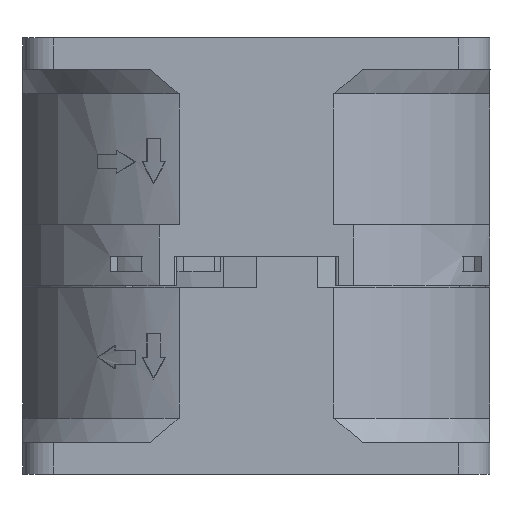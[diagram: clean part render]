
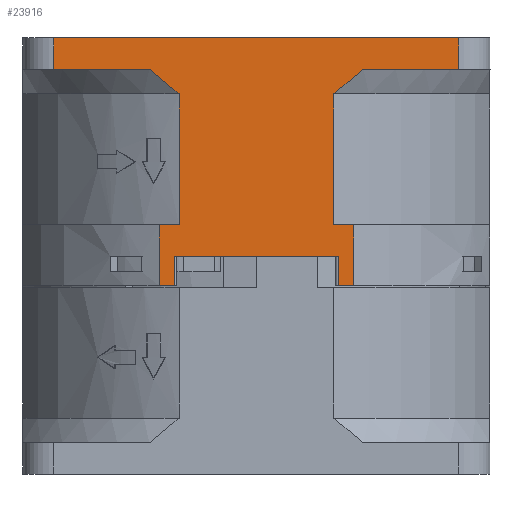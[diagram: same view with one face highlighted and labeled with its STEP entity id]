
A CAD part, front view. The second image highlights one B-rep face of the part: STEP entity #23916.
In plain terms, the highlighted planar face has unit normal (0, -1, 0).
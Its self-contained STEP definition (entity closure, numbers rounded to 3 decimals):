
#5043=DIRECTION('',(1.,0.,0.));
#5044=VECTOR('',#5043,2.004);
#5045=CARTESIAN_POINT('',(-12.5,-30.,-31.8));
#5046=LINE('',#5045,#5044);
#5124=DIRECTION('',(0.,0.,-1.));
#5125=VECTOR('',#5124,7.8);
#5126=CARTESIAN_POINT('',(-12.5,-30.,-24.));
#5127=LINE('',#5126,#5125);
#5150=DIRECTION('',(-1.,0.,0.));
#5151=VECTOR('',#5150,2.572);
#5152=CARTESIAN_POINT('',(-9.928,-30.,-24.));
#5153=LINE('',#5152,#5151);
#5154=DIRECTION('',(0.,0.,-1.));
#5155=VECTOR('',#5154,16.818);
#5156=CARTESIAN_POINT('',(-9.928,-30.,-7.182));
#5157=LINE('',#5156,#5155);
#5187=DIRECTION('',(-1.,0.,0.));
#5188=VECTOR('',#5187,20.991);
#5189=CARTESIAN_POINT('',(10.496,-30.,-28.));
#5190=LINE('',#5189,#5188);
#5191=DIRECTION('',(-1.,0.,0.));
#5192=VECTOR('',#5191,12.252);
#5193=CARTESIAN_POINT('',(-13.748,-30.,
-4.));
#5194=LINE('',#5193,#5192);
#5195=DIRECTION('',(1.,0.,0.));
#5196=VECTOR('',#5195,52.);
#5197=CARTESIAN_POINT('',(-26.,-30.,0.));
#5198=LINE('',#5197,#5196);
#5199=DIRECTION('',(-1.,0.,0.));
#5200=VECTOR('',#5199,12.252);
#5201=CARTESIAN_POINT('',(26.,-30.,
-4.));
#5202=LINE('',#5201,#5200);
#5207=DIRECTION('',(0.,0.,-1.));
#5208=VECTOR('',#5207,3.8);
#5209=CARTESIAN_POINT('',(10.496,-30.,-28.));
#5210=LINE('',#5209,#5208);
#5229=DIRECTION('',(1.,0.,0.));
#5230=VECTOR('',#5229,2.004);
#5231=CARTESIAN_POINT('',(10.496,-30.,-31.8));
#5232=LINE('',#5231,#5230);
#5315=DIRECTION('',(0.,0.,1.));
#5316=VECTOR('',#5315,7.8);
#5317=CARTESIAN_POINT('',(12.5,-30.,-31.8));
#5318=LINE('',#5317,#5316);
#5336=DIRECTION('',(-1.,0.,0.));
#5337=VECTOR('',#5336,2.572);
#5338=CARTESIAN_POINT('',(12.5,-30.,-24.));
#5339=LINE('',#5338,#5337);
#5353=DIRECTION('',(0.,0.,1.));
#5354=VECTOR('',#5353,16.818);
#5355=CARTESIAN_POINT('',(9.928,-30.,-24.));
#5356=LINE('',#5355,#5354);
#5837=CARTESIAN_POINT('',(9.928,-30.,-7.182));
#5838=CARTESIAN_POINT('',(10.337,-30.,-6.89));
#5839=CARTESIAN_POINT('',(11.166,-30.,
-6.266));
#5840=CARTESIAN_POINT('',(12.438,-30.,
-5.208));
#5841=CARTESIAN_POINT('',(13.308,-30.,
-4.417));
#5842=CARTESIAN_POINT('',(13.748,-30.,
-4.));
#5864=DIRECTION('',(0.,0.,1.));
#5865=VECTOR('',#5864,4.);
#5866=CARTESIAN_POINT('',(26.,-30.,
-4.));
#5867=LINE('',#5866,#5865);
#5923=DIRECTION('',(0.,0.,1.));
#5924=VECTOR('',#5923,3.8);
#5925=CARTESIAN_POINT('',(-10.496,-30.,-31.8));
#5926=LINE('',#5925,#5924);
#5939=CARTESIAN_POINT('',(-13.748,-30.,
-4.));
#5940=CARTESIAN_POINT('',(-13.304,-30.,
-4.42));
#5941=CARTESIAN_POINT('',(-12.429,-30.,
-5.215));
#5942=CARTESIAN_POINT('',(-11.157,-30.,
-6.273));
#5943=CARTESIAN_POINT('',(-10.333,-30.,-6.893));
#5944=CARTESIAN_POINT('',(-9.928,-30.,-7.182));
#5970=DIRECTION('',(0.,0.,-1.));
#5971=VECTOR('',#5970,4.);
#5972=CARTESIAN_POINT('',(-26.,-30.,0.));
#5973=LINE('',#5972,#5971);
#14232=CARTESIAN_POINT('',(-10.496,-30.,-28.));
#14233=VERTEX_POINT('',#14232);
#14234=CARTESIAN_POINT('',(10.496,-30.,-28.));
#14235=VERTEX_POINT('',#14234);
#14410=CARTESIAN_POINT('',(10.496,-30.,-31.8));
#14411=VERTEX_POINT('',#14410);
#14412=CARTESIAN_POINT('',(12.5,-30.,-31.8));
#14413=VERTEX_POINT('',#14412);
#14436=CARTESIAN_POINT('',(12.5,-30.,-24.));
#14437=VERTEX_POINT('',#14436);
#14440=CARTESIAN_POINT('',(-10.496,-30.,-31.8));
#14441=VERTEX_POINT('',#14440);
#14442=CARTESIAN_POINT('',(-12.5,-30.,-31.8));
#14443=VERTEX_POINT('',#14442);
#14444=CARTESIAN_POINT('',(-12.5,-30.,-24.));
#14445=VERTEX_POINT('',#14444);
#14446=CARTESIAN_POINT('',(-9.928,-30.,-24.));
#14447=VERTEX_POINT('',#14446);
#14448=CARTESIAN_POINT('',(-9.928,-30.,-7.182));
#14449=VERTEX_POINT('',#14448);
#14450=VERTEX_POINT('',#5939);
#14451=CARTESIAN_POINT('',(-26.,-30.,
-4.));
#14452=VERTEX_POINT('',#14451);
#14453=CARTESIAN_POINT('',(-26.,-30.,0.));
#14454=VERTEX_POINT('',#14453);
#14455=CARTESIAN_POINT('',(26.,-30.,0.));
#14456=VERTEX_POINT('',#14455);
#14457=CARTESIAN_POINT('',(26.,-30.,
-4.));
#14458=VERTEX_POINT('',#14457);
#14459=CARTESIAN_POINT('',(13.748,-30.,
-4.));
#14460=VERTEX_POINT('',#14459);
#14461=VERTEX_POINT('',#5837);
#14462=CARTESIAN_POINT('',(9.928,-30.,-24.));
#14463=VERTEX_POINT('',#14462);
#23879=CARTESIAN_POINT('',(30.,-30.,0.));
#23880=DIRECTION('',(0.,1.,0.));
#23881=DIRECTION('',(-1.,0.,0.));
#23882=AXIS2_PLACEMENT_3D('',#23879,#23880,#23881);
#23883=PLANE('',#23882);
#23885=ORIENTED_EDGE('',*,*,#23884,.F.);
#23886=ORIENTED_EDGE('',*,*,#17034,.T.);
#23888=ORIENTED_EDGE('',*,*,#23887,.F.);
#23889=ORIENTED_EDGE('',*,*,#23663,.F.);
#23890=ORIENTED_EDGE('',*,*,#23805,.F.);
#23891=ORIENTED_EDGE('',*,*,#23828,.F.);
#23892=ORIENTED_EDGE('',*,*,#23838,.F.);
#23894=ORIENTED_EDGE('',*,*,#23893,.F.);
#23896=ORIENTED_EDGE('',*,*,#23895,.T.);
#23898=ORIENTED_EDGE('',*,*,#23897,.F.);
#23899=ORIENTED_EDGE('',*,*,#23385,.T.);
#23901=ORIENTED_EDGE('',*,*,#23900,.F.);
#23903=ORIENTED_EDGE('',*,*,#23902,.T.);
#23905=ORIENTED_EDGE('',*,*,#23904,.F.);
#23907=ORIENTED_EDGE('',*,*,#23906,.F.);
#23909=ORIENTED_EDGE('',*,*,#23908,.F.);
#23911=ORIENTED_EDGE('',*,*,#23910,.F.);
#23913=ORIENTED_EDGE('',*,*,#23912,.F.);
#23914=EDGE_LOOP('',(#23885,#23886,#23888,#23889,#23890,#23891,#23892,#23894,
#23896,#23898,#23899,#23901,#23903,#23905,#23907,#23909,#23911,#23913));
#23915=FACE_OUTER_BOUND('',#23914,.F.);
#23916=ADVANCED_FACE('',(#23915),#23883,.F.);
#5843=B_SPLINE_CURVE_WITH_KNOTS('',3,(#5837,#5838,#5839,#5840,#5841,#5842),
.UNSPECIFIED.,.F.,.F.,(4,1,1,4),(0.,0.333,0.667,1.),
.UNSPECIFIED.);
#5945=B_SPLINE_CURVE_WITH_KNOTS('',3,(#5939,#5940,#5941,#5942,#5943,#5944),
.UNSPECIFIED.,.F.,.F.,(4,1,1,4),(0.,0.333,0.667,1.),
.UNSPECIFIED.);
#17034=EDGE_CURVE('',#14235,#14233,#5190,.T.);
#23385=EDGE_CURVE('',#14454,#14456,#5198,.T.);
#23663=EDGE_CURVE('',#14443,#14441,#5046,.T.);
#23805=EDGE_CURVE('',#14445,#14443,#5127,.T.);
#23828=EDGE_CURVE('',#14447,#14445,#5153,.T.);
#23838=EDGE_CURVE('',#14449,#14447,#5157,.T.);
#23884=EDGE_CURVE('',#14235,#14411,#5210,.T.);
#23887=EDGE_CURVE('',#14441,#14233,#5926,.T.);
#23893=EDGE_CURVE('',#14450,#14449,#5945,.T.);
#23895=EDGE_CURVE('',#14450,#14452,#5194,.T.);
#23897=EDGE_CURVE('',#14454,#14452,#5973,.T.);
#23900=EDGE_CURVE('',#14458,#14456,#5867,.T.);
#23902=EDGE_CURVE('',#14458,#14460,#5202,.T.);
#23904=EDGE_CURVE('',#14461,#14460,#5843,.T.);
#23906=EDGE_CURVE('',#14463,#14461,#5356,.T.);
#23908=EDGE_CURVE('',#14437,#14463,#5339,.T.);
#23910=EDGE_CURVE('',#14413,#14437,#5318,.T.);
#23912=EDGE_CURVE('',#14411,#14413,#5232,.T.);
